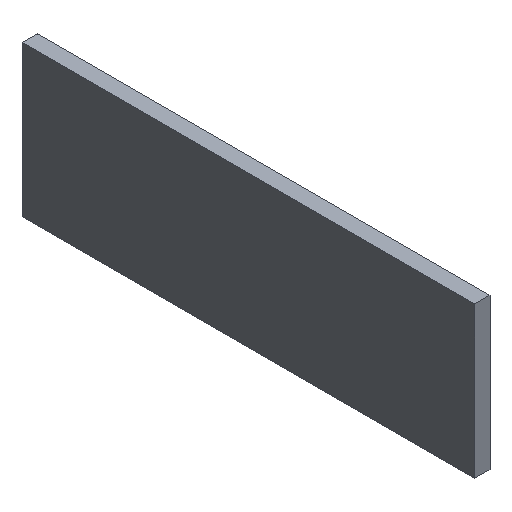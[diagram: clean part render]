
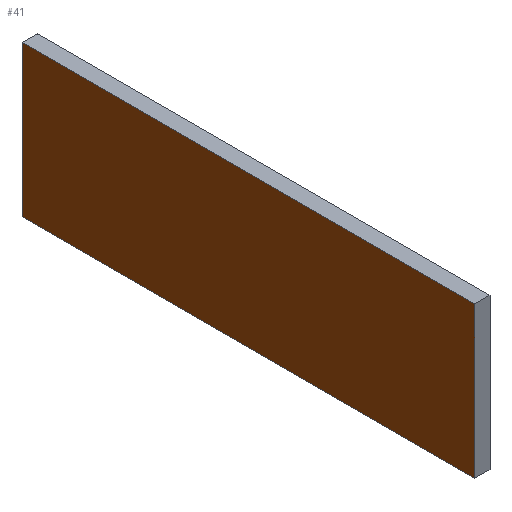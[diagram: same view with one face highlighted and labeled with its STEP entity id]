
A CAD part, isometric view. The second image highlights one B-rep face of the part: STEP entity #41.
In plain terms, the highlighted planar face has unit normal (-1, 0, 0).
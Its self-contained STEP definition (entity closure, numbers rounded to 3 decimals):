
#41=ADVANCED_FACE('',(#76),#77,.T.);
#76=FACE_OUTER_BOUND('',#102,.T.);
#77=PLANE('',#103);
#102=EDGE_LOOP('',(#147,#148,#149,#150));
#103=AXIS2_PLACEMENT_3D('',#151,#152,#153);
#147=ORIENTED_EDGE('',*,*,#162,.T.);
#148=ORIENTED_EDGE('',*,*,#171,.T.);
#149=ORIENTED_EDGE('',*,*,#168,.T.);
#150=ORIENTED_EDGE('',*,*,#165,.T.);
#151=CARTESIAN_POINT('',(0.0,0.,0.));
#152=DIRECTION('',(-1.0,0.,0.0));
#153=DIRECTION('',(0.0,0.0,1.0));
#162=EDGE_CURVE('',#186,#184,#187,.T.);
#165=EDGE_CURVE('',#190,#186,#191,.T.);
#168=EDGE_CURVE('',#194,#190,#195,.T.);
#171=EDGE_CURVE('',#184,#194,#198,.T.);
#184=VERTEX_POINT('',#215);
#186=VERTEX_POINT('',#218);
#187=LINE('',#219,#220);
#190=VERTEX_POINT('',#224);
#191=LINE('',#225,#226);
#194=VERTEX_POINT('',#230);
#195=LINE('',#231,#232);
#198=LINE('',#236,#237);
#215=CARTESIAN_POINT('',(0.,-30.0,10.0));
#218=CARTESIAN_POINT('',(0.,-30.0,-10.0));
#219=CARTESIAN_POINT('',(0.,-30.0,-10.0));
#220=VECTOR('',#245,20.0);
#224=CARTESIAN_POINT('',(0.,30.0,-10.0));
#225=CARTESIAN_POINT('',(0.,30.0,-10.0));
#226=VECTOR('',#247,60.0);
#230=CARTESIAN_POINT('',(0.,30.0,10.0));
#231=CARTESIAN_POINT('',(0.,30.0,10.0));
#232=VECTOR('',#249,20.0);
#236=CARTESIAN_POINT('',(0.,-30.0,10.0));
#237=VECTOR('',#251,60.0);
#245=DIRECTION('',(0.0,0.0,1.0));
#247=DIRECTION('',(0.,-1.0,0.0));
#249=DIRECTION('',(0.0,0.0,-1.0));
#251=DIRECTION('',(0.,1.0,0.0));
